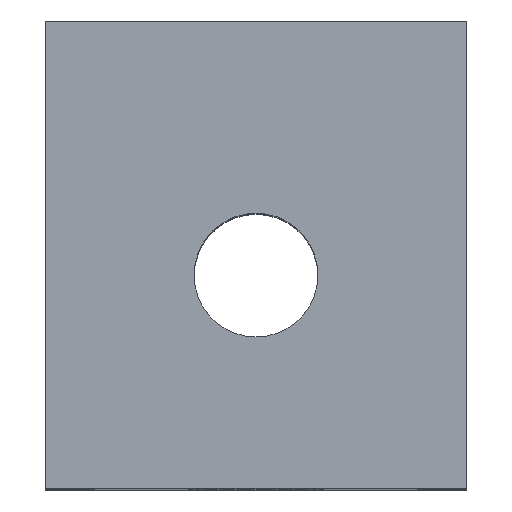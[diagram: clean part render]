
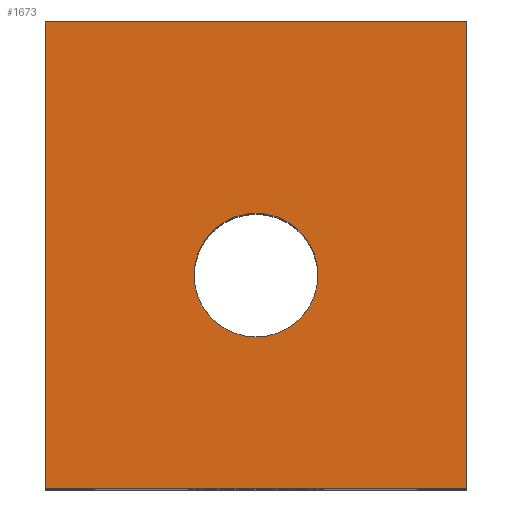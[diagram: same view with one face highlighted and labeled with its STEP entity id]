
A CAD part, top view. The second image highlights one B-rep face of the part: STEP entity #1673.
In plain terms, the highlighted planar face has unit normal (0, 0, 1).
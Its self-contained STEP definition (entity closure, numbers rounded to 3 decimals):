
#1099=AXIS2_PLACEMENT_3D('Circle Axis2P3D',#1097,#1098,$) ;
#1118=AXIS2_PLACEMENT_3D('Circle Axis2P3D',#1116,#1117,$) ;
#1656=AXIS2_PLACEMENT_3D('Plane Axis2P3D',#1653,#1654,#1655) ;
#748=CARTESIAN_POINT('Vertex',(0.,0.,12.)) ;
#751=CARTESIAN_POINT('Line Origine',(0.,4.15,12.)) ;
#755=CARTESIAN_POINT('Vertex',(0.,8.3,12.)) ;
#995=CARTESIAN_POINT('Vertex',(7.5,0.,12.)) ;
#998=CARTESIAN_POINT('Line Origine',(3.75,0.,12.)) ;
#1094=CARTESIAN_POINT('Vertex',(4.85,3.8,12.)) ;
#1097=CARTESIAN_POINT('Axis2P3D Location',(3.75,3.8,12.)) ;
#1101=CARTESIAN_POINT('Vertex',(2.65,3.8,12.)) ;
#1116=CARTESIAN_POINT('Axis2P3D Location',(3.75,3.8,12.)) ;
#1635=CARTESIAN_POINT('Vertex',(7.5,8.3,12.)) ;
#1638=CARTESIAN_POINT('Line Origine',(7.5,4.15,12.)) ;
#1653=CARTESIAN_POINT('Axis2P3D Location',(0.,8.3,12.)) ;
#1658=CARTESIAN_POINT('Line Origine',(3.75,8.3,12.)) ;
#752=DIRECTION('Vector Direction',(0.,-1.,0.)) ;
#999=DIRECTION('Vector Direction',(1.,0.,0.)) ;
#1098=DIRECTION('Axis2P3D Direction',(0.,0.,1.)) ;
#1117=DIRECTION('Axis2P3D Direction',(0.,0.,1.)) ;
#1639=DIRECTION('Vector Direction',(0.,-1.,0.)) ;
#1654=DIRECTION('Axis2P3D Direction',(-0.,0.,1.)) ;
#1655=DIRECTION('Axis2P3D XDirection',(0.,-1.,0.)) ;
#1659=DIRECTION('Vector Direction',(1.,0.,0.)) ;
#753=VECTOR('Line Direction',#752,1.) ;
#1000=VECTOR('Line Direction',#999,1.) ;
#1640=VECTOR('Line Direction',#1639,1.) ;
#1660=VECTOR('Line Direction',#1659,1.) ;
#1664=ORIENTED_EDGE('',*,*,#1642,.T.) ;
#1665=ORIENTED_EDGE('',*,*,#1662,.F.) ;
#1666=ORIENTED_EDGE('',*,*,#757,.F.) ;
#1667=ORIENTED_EDGE('',*,*,#1002,.T.) ;
#1670=ORIENTED_EDGE('',*,*,#1103,.F.) ;
#1671=ORIENTED_EDGE('',*,*,#1120,.F.) ;
#1672=FACE_BOUND('',#1669,.T.) ;
#1673=ADVANCED_FACE('1723520000',(#1668,#1672),#1657,.T.) ;
#1100=CIRCLE('generated circle',#1099,1.1) ;
#1119=CIRCLE('generated circle',#1118,1.1) ;
#757=EDGE_CURVE('',#749,#756,#754,.F.) ;
#1002=EDGE_CURVE('',#749,#996,#1001,.T.) ;
#1103=EDGE_CURVE('',#1095,#1102,#1100,.T.) ;
#1120=EDGE_CURVE('',#1102,#1095,#1119,.T.) ;
#1642=EDGE_CURVE('',#996,#1636,#1641,.F.) ;
#1662=EDGE_CURVE('',#756,#1636,#1661,.T.) ;
#1663=EDGE_LOOP('',(#1664,#1665,#1666,#1667)) ;
#1669=EDGE_LOOP('',(#1670,#1671)) ;
#1668=FACE_OUTER_BOUND('',#1663,.T.) ;
#754=LINE('Line',#751,#753) ;
#1001=LINE('Line',#998,#1000) ;
#1641=LINE('Line',#1638,#1640) ;
#1661=LINE('Line',#1658,#1660) ;
#1657=PLANE('',#1656) ;
#749=VERTEX_POINT('',#748) ;
#756=VERTEX_POINT('',#755) ;
#996=VERTEX_POINT('',#995) ;
#1095=VERTEX_POINT('',#1094) ;
#1102=VERTEX_POINT('',#1101) ;
#1636=VERTEX_POINT('',#1635) ;
